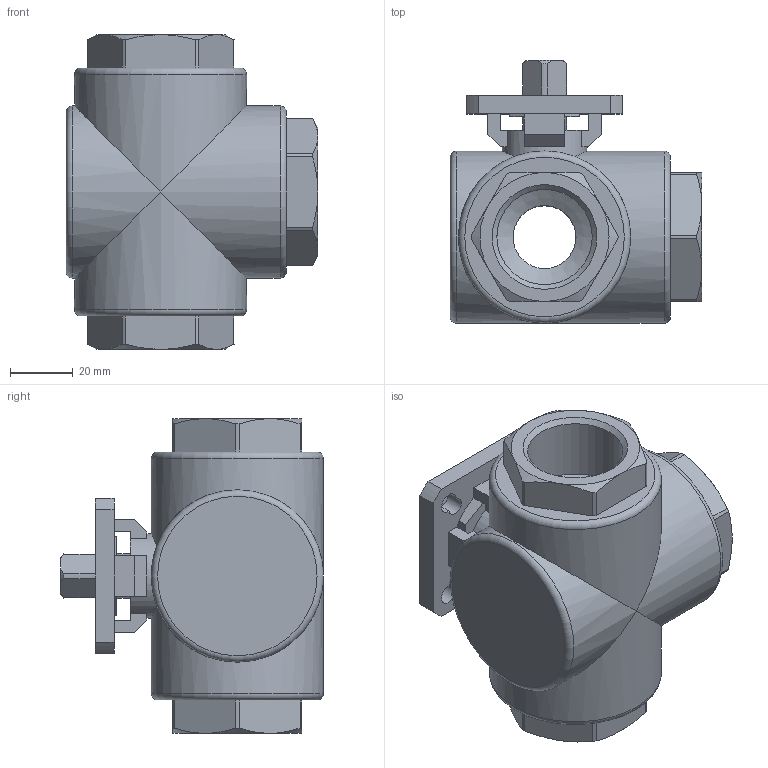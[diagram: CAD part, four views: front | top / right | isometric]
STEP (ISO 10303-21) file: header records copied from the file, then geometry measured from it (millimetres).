
FILE_DESCRIPTION(/* description */ ('STEP AP214'),/* implementation_level */ '2;1');
FILE_NAME(/* name */ '1692215_VZBA-1-GGG-63-32L-F0405-V4V4T',/* time_stamp */ '2024-09-17T23:36:07+02:00',/* author */ ('License CC BY-ND 4.0'),/* organization */ ('CADENAS'),/* preprocessor_version */ 'ST-DEVELOPER v19.3',/* originating_system */ 'PARTsolutions',/* authorisation */ ' ');
FILE_SCHEMA (('AUTOMOTIVE_DESIGN {1 0 10303 214 3 1 1}'));
Length unit declared in the file: millimetre
Products named in the file (1): 1692215 VZBA-1"-GGG-63-32L-F0405-V4V4T
Bounding box: 80 x 83.5 x 100 mm (x, y, z)
Volume: 232456 mm3; surface area: 44318.4 mm2
Topology: 1 solids, 1 shells, 149 faces, 407 edges, 260 vertices
Faces by surface type: plane 71, cylinder 46, cone 28, torus 4
Full cylindrical faces by diameter (mm): 14 x1, 20 x2, 27 x1, 30.291 x3, 31 x1, 54.7 x4
Entity records: 4712 total; most frequent: CARTESIAN_POINT 971, DIRECTION 768, ORIENTED_EDGE 762, EDGE_CURVE 381, AXIS2_PLACEMENT_3D 289, VERTEX_POINT 256, EDGE_LOOP 191, FACE_BOUND 191
